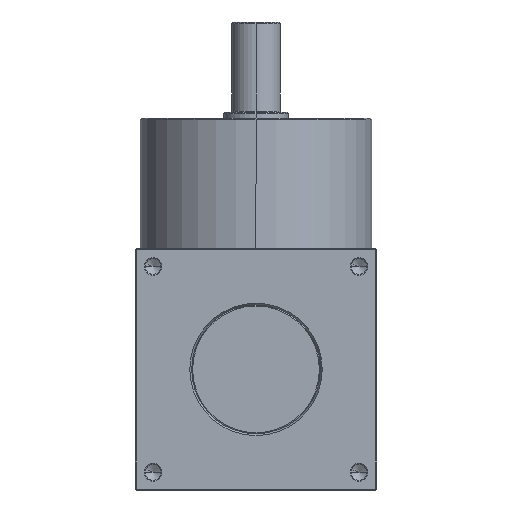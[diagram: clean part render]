
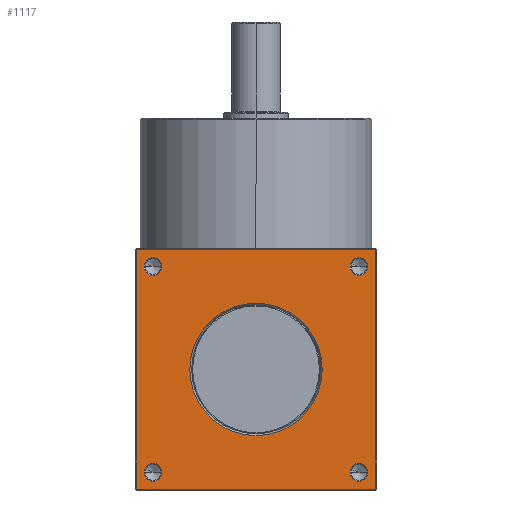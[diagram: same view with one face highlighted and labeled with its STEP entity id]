
A CAD part, left-side view. The second image highlights one B-rep face of the part: STEP entity #1117.
In plain terms, the highlighted planar face has unit normal (-1, 0, 0).
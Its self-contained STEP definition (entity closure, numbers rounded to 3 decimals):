
#1117=ADVANCED_FACE('',(#2353,#2354,#2355,#2356,#2357,#2358),#2359,.T.);
#2353=FACE_OUTER_BOUND('',#5179,.T.);
#2354=FACE_BOUND('',#5180,.T.);
#2355=FACE_BOUND('',#5181,.T.);
#2356=FACE_BOUND('',#5182,.T.);
#2357=FACE_BOUND('',#5183,.T.);
#2358=FACE_BOUND('',#5184,.T.);
#2359=PLANE('',#5185);
#5179=EDGE_LOOP('',(#7653,#7654,#7655,#7656));
#5180=EDGE_LOOP('',(#7657,#7658));
#5181=EDGE_LOOP('',(#7659,#7660));
#5182=EDGE_LOOP('',(#7661,#7662));
#5183=EDGE_LOOP('',(#7663,#7664));
#5184=EDGE_LOOP('',(#7665,#7666));
#5185=AXIS2_PLACEMENT_3D('',#7667,#7668,#7669);
#7653=ORIENTED_EDGE('',*,*,#8941,.F.);
#7654=ORIENTED_EDGE('',*,*,#8942,.F.);
#7655=ORIENTED_EDGE('',*,*,#8943,.F.);
#7656=ORIENTED_EDGE('',*,*,#8944,.F.);
#7657=ORIENTED_EDGE('',*,*,#8945,.F.);
#7658=ORIENTED_EDGE('',*,*,#8141,.F.);
#7659=ORIENTED_EDGE('',*,*,#8946,.F.);
#7660=ORIENTED_EDGE('',*,*,#8123,.F.);
#7661=ORIENTED_EDGE('',*,*,#8947,.F.);
#7662=ORIENTED_EDGE('',*,*,#8087,.F.);
#7663=ORIENTED_EDGE('',*,*,#8948,.F.);
#7664=ORIENTED_EDGE('',*,*,#8132,.F.);
#7665=ORIENTED_EDGE('',*,*,#8939,.F.);
#7666=ORIENTED_EDGE('',*,*,#8150,.F.);
#7667=CARTESIAN_POINT('',(-42.5,-37.5,0.0));
#7668=DIRECTION('',(-1.0,0.0,0.0));
#7669=DIRECTION('',(0.0,0.0,1.0));
#8087=EDGE_CURVE('',#9185,#9188,#9189,.T.);
#8123=EDGE_CURVE('',#9245,#9247,#9248,.T.);
#8132=EDGE_CURVE('',#9258,#9260,#9261,.T.);
#8141=EDGE_CURVE('',#9271,#9273,#9274,.T.);
#8150=EDGE_CURVE('',#9284,#9286,#9287,.T.);
#8939=EDGE_CURVE('',#9286,#9284,#10402,.T.);
#8941=EDGE_CURVE('',#10404,#10405,#10406,.T.);
#8942=EDGE_CURVE('',#10407,#10404,#10408,.T.);
#8943=EDGE_CURVE('',#10409,#10407,#10410,.T.);
#8944=EDGE_CURVE('',#10405,#10409,#10411,.T.);
#8945=EDGE_CURVE('',#9273,#9271,#10412,.T.);
#8946=EDGE_CURVE('',#9247,#9245,#10413,.T.);
#8947=EDGE_CURVE('',#9188,#9185,#10414,.T.);
#8948=EDGE_CURVE('',#9260,#9258,#10415,.T.);
#9185=VERTEX_POINT('',#10732);
#9188=VERTEX_POINT('',#10736);
#9189=CIRCLE('',#10737,20.577);
#9245=VERTEX_POINT('',#10808);
#9247=VERTEX_POINT('',#10811);
#9248=CIRCLE('',#10812,2.759);
#9258=VERTEX_POINT('',#10825);
#9260=VERTEX_POINT('',#10828);
#9261=CIRCLE('',#10829,2.759);
#9271=VERTEX_POINT('',#10842);
#9273=VERTEX_POINT('',#10845);
#9274=CIRCLE('',#10846,2.759);
#9284=VERTEX_POINT('',#10859);
#9286=VERTEX_POINT('',#10862);
#9287=CIRCLE('',#10863,2.759);
#10402=CIRCLE('',#12945,2.759);
#10404=VERTEX_POINT('',#12947);
#10405=VERTEX_POINT('',#12948);
#10406=LINE('',#12949,#12950);
#10407=VERTEX_POINT('',#12951);
#10408=LINE('',#12952,#12953);
#10409=VERTEX_POINT('',#12954);
#10410=LINE('',#12955,#12956);
#10411=LINE('',#12957,#12958);
#10412=CIRCLE('',#12959,2.759);
#10413=CIRCLE('',#12960,2.759);
#10414=CIRCLE('',#12961,20.577);
#10415=CIRCLE('',#12962,2.759);
#10732=CARTESIAN_POINT('',(-42.5,0.,-20.577));
#10736=CARTESIAN_POINT('',(-42.5,0.,20.577));
#10737=AXIS2_PLACEMENT_3D('',#13201,#13202,#13203);
#10808=CARTESIAN_POINT('',(-42.5,29.242,32.0));
#10811=CARTESIAN_POINT('',(-42.5,34.759,32.0));
#10812=AXIS2_PLACEMENT_3D('',#13253,#13254,#13255);
#10825=CARTESIAN_POINT('',(-42.5,-34.759,32.0));
#10828=CARTESIAN_POINT('',(-42.5,-29.242,32.0));
#10829=AXIS2_PLACEMENT_3D('',#13266,#13267,#13268);
#10842=CARTESIAN_POINT('',(-42.5,29.242,-32.0));
#10845=CARTESIAN_POINT('',(-42.5,34.759,-32.0));
#10846=AXIS2_PLACEMENT_3D('',#13279,#13280,#13281);
#10859=CARTESIAN_POINT('',(-42.5,-34.759,-32.0));
#10862=CARTESIAN_POINT('',(-42.5,-29.242,-32.0));
#10863=AXIS2_PLACEMENT_3D('',#13292,#13293,#13294);
#12945=AXIS2_PLACEMENT_3D('',#13977,#13978,#13979);
#12947=CARTESIAN_POINT('',(-42.5,-37.2,37.2));
#12948=CARTESIAN_POINT('',(-42.5,-37.2,-37.2));
#12949=CARTESIAN_POINT('',(-42.5,-37.2,37.2));
#12950=VECTOR('',#13980,74.4);
#12951=CARTESIAN_POINT('',(-42.5,37.2,37.2));
#12952=CARTESIAN_POINT('',(-42.5,37.2,37.2));
#12953=VECTOR('',#13981,74.4);
#12954=CARTESIAN_POINT('',(-42.5,37.2,-37.2));
#12955=CARTESIAN_POINT('',(-42.5,37.2,-37.2));
#12956=VECTOR('',#13982,74.4);
#12957=CARTESIAN_POINT('',(-42.5,-37.2,-37.2));
#12958=VECTOR('',#13983,74.4);
#12959=AXIS2_PLACEMENT_3D('',#13984,#13985,#13986);
#12960=AXIS2_PLACEMENT_3D('',#13987,#13988,#13989);
#12961=AXIS2_PLACEMENT_3D('',#13990,#13991,#13992);
#12962=AXIS2_PLACEMENT_3D('',#13993,#13994,#13995);
#13201=CARTESIAN_POINT('',(-42.5,0.,0.0));
#13202=DIRECTION('',(-1.0,0.0,0.0));
#13203=DIRECTION('',(0.0,0.0,-1.0));
#13253=CARTESIAN_POINT('',(-42.5,32.0,32.0));
#13254=DIRECTION('',(-1.0,0.0,0.0));
#13255=DIRECTION('',(0.0,-1.0,0.0));
#13266=CARTESIAN_POINT('',(-42.5,-32.0,32.0));
#13267=DIRECTION('',(-1.0,0.0,0.0));
#13268=DIRECTION('',(0.0,-1.0,0.0));
#13279=CARTESIAN_POINT('',(-42.5,32.0,-32.0));
#13280=DIRECTION('',(-1.0,0.0,0.0));
#13281=DIRECTION('',(0.0,-1.0,0.0));
#13292=CARTESIAN_POINT('',(-42.5,-32.0,-32.0));
#13293=DIRECTION('',(-1.0,0.0,0.0));
#13294=DIRECTION('',(0.0,-1.0,0.0));
#13977=CARTESIAN_POINT('',(-42.5,-32.0,-32.0));
#13978=DIRECTION('',(-1.0,0.0,0.0));
#13979=DIRECTION('',(0.0,-1.0,0.0));
#13980=DIRECTION('',(0.0,0.0,-1.0));
#13981=DIRECTION('',(0.0,-1.0,0.0));
#13982=DIRECTION('',(0.0,0.0,1.0));
#13983=DIRECTION('',(0.0,1.0,0.0));
#13984=CARTESIAN_POINT('',(-42.5,32.0,-32.0));
#13985=DIRECTION('',(-1.0,0.0,0.0));
#13986=DIRECTION('',(0.0,-1.0,0.0));
#13987=CARTESIAN_POINT('',(-42.5,32.0,32.0));
#13988=DIRECTION('',(-1.0,0.0,0.0));
#13989=DIRECTION('',(0.0,-1.0,0.0));
#13990=CARTESIAN_POINT('',(-42.5,0.,0.0));
#13991=DIRECTION('',(-1.0,0.0,0.0));
#13992=DIRECTION('',(0.0,0.0,-1.0));
#13993=CARTESIAN_POINT('',(-42.5,-32.0,32.0));
#13994=DIRECTION('',(-1.0,0.0,0.0));
#13995=DIRECTION('',(0.0,-1.0,0.0));
